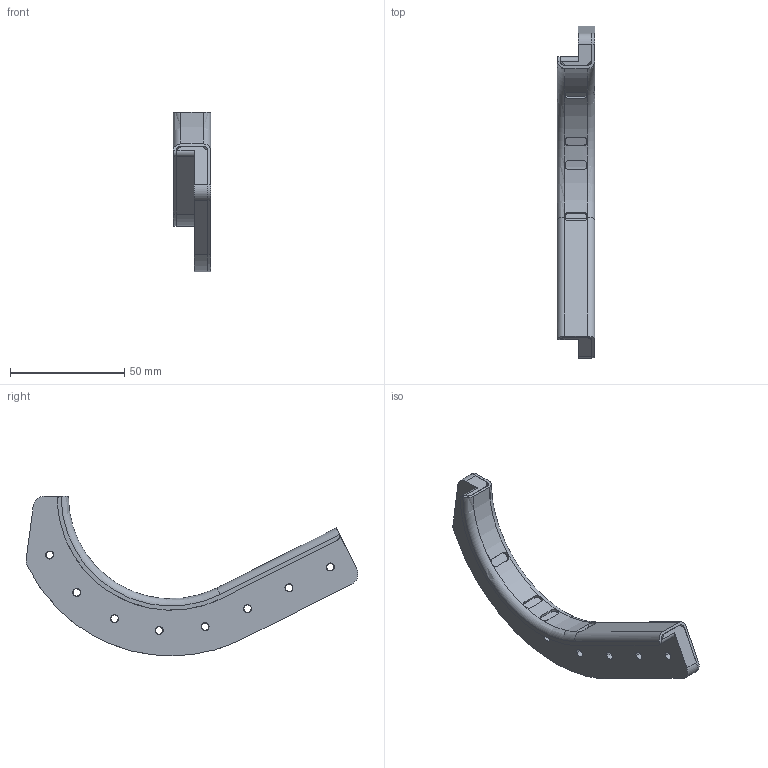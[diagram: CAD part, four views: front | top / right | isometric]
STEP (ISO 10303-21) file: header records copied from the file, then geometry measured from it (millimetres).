
FILE_DESCRIPTION(('CATIA V5 STEP Exchange','CAx-IF Rec.Pracs.--- Model Styling and Organization---1.2---2011-12-15'),'2;1');
FILE_NAME('2121R200_OUTIL_DETOURAGE_RA1M701566582P02.stp','2019-07-12T08:55:10+00:00',('none'),('none'),'Version 5-6 Release 2012','CATIA V5 STEP AP214','none');
FILE_SCHEMA(('AUTOMOTIVE_DESIGN { 1 0 10303 214 1 1 1 1 }'));
Length unit declared in the file: millimetre
Products named in the file (3): 2121R200_OUTIL_DETOURAGE_RA1M701566582P02; RA1M701566582P02-CONTROLE; 2121R202_MATRICE
Assembly tree (2 placements, depth 2):
  2121R200_OUTIL_DETOURAGE_RA1M701566582P02
    RA1M701566582P02-CONTROLE
    2121R202_MATRICE
Bounding box: 16.4 x 145.48 x 70.03 mm (x, y, z)
Volume: 35521.1 mm3; surface area: 26710.5 mm2
Topology: 2 solids, 2 shells, 117 faces, 327 edges, 206 vertices
Faces by surface type: cylinder 58, plane 30, bspline 23, torus 4, cone 2
Entity records: 4146 total; most frequent: CARTESIAN_POINT 1338, ORIENTED_EDGE 654, DIRECTION 397, EDGE_CURVE 327, VERTEX_POINT 206, AXIS2_PLACEMENT_3D 200, EDGE_LOOP 149, CIRCLE 123
